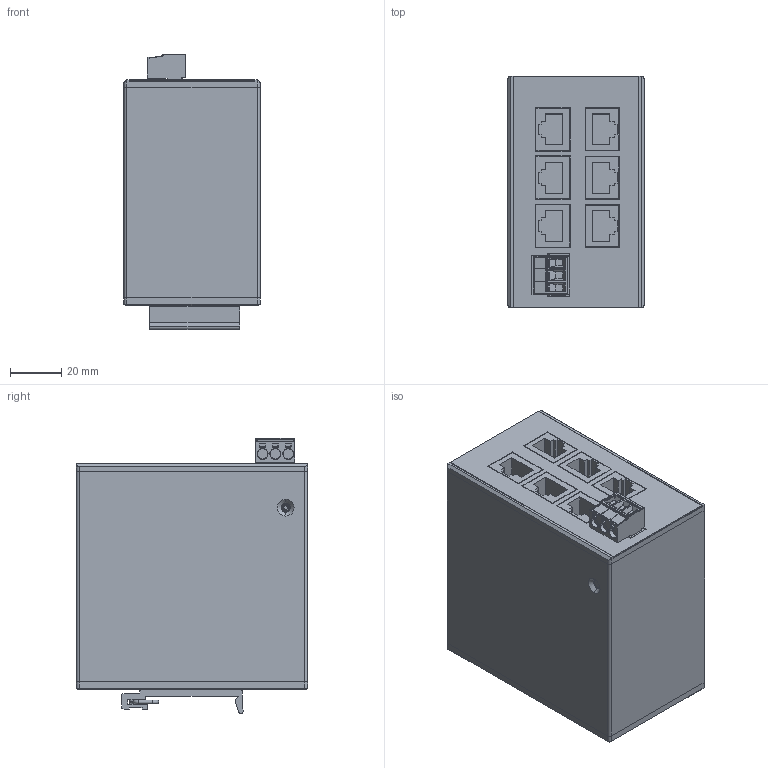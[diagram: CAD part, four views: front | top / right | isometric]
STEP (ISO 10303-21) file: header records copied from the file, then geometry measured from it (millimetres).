
FILE_DESCRIPTION((''),'2;1');
FILE_NAME('RYEC-JC06_ASM','2023-12-20T15:26:36',('Lenovo'),(''),'CREO PARAMETRIC BY PTC INC, 2020033','CREO PARAMETRIC BY PTC INC, 2020033','');
FILE_SCHEMA(('CONFIG_CONTROL_DESIGN'));
Length unit declared in the file: millimetre
Products named in the file (18): ZHONGKUANG; PCB01; WJ2EDGRRC-508; LED-CE; RJ45-LPJE101BGNL; PCB01_ASM; PCB02; RJ45-LPJE167BGNL; PCB02_ASM; M3X17R6-TZ; JIEDIPIAN01; PCB_ASM; BACK; FRONT; JINGPIAN; WJ2EDGK-508; DAOGUIKAKOU; RYEC-JC06_ASM
Assembly tree (24 placements, depth 4):
  RYEC-JC06_ASM
    ZHONGKUANG
    PCB_ASM
      PCB01_ASM
        PCB01
        WJ2EDGRRC-508
        LED-CE
        RJ45-LPJE101BGNL  x3
      PCB02_ASM
        PCB02
        LED-CE
        RJ45-LPJE167BGNL  x3
      M3X17R6-TZ  x2
      JIEDIPIAN01  x2
    BACK
    FRONT
    JINGPIAN
    WJ2EDGK-508
    DAOGUIKAKOU
Bounding box: 53 x 90 x 107.1 mm (x, y, z)
Volume: 121381.6 mm3; surface area: 126941.3 mm2
Topology: 22 solids, 22 shells, 1838 faces, 4742 edges, 3068 vertices
Faces by surface type: plane 1050, cylinder 634, bspline 54, cone 48, torus 46, sphere 6
Entity records: 44996 total; most frequent: CARTESIAN_POINT 11883, ORIENTED_EDGE 6768, DIRECTION 6749, EDGE_CURVE 3384, AXIS2_PLACEMENT_3D 2292, VERTEX_POINT 2174, VECTOR 2165, LINE 2165
